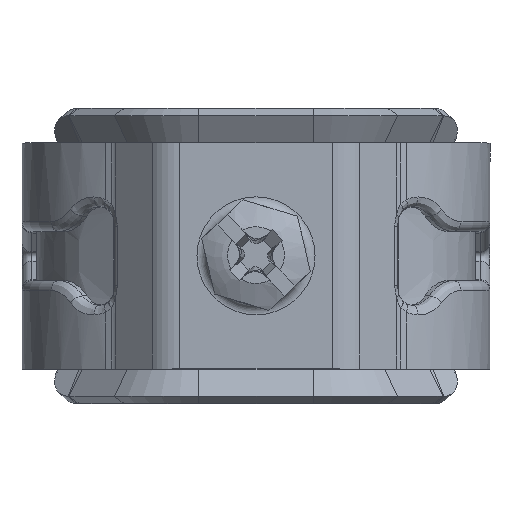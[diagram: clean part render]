
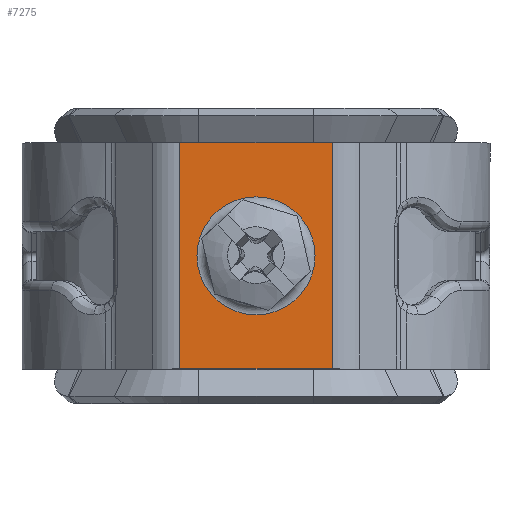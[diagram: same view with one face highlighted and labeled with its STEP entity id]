
A CAD part, top view. The second image highlights one B-rep face of the part: STEP entity #7275.
In plain terms, the highlighted planar face has unit normal (0, 0, 1).
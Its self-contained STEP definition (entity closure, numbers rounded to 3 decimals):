
#177=FACE_BOUND('',#1312,.T.);
#506=PLANE('',#7975);
#851=FACE_OUTER_BOUND('',#1311,.T.);
#1311=EDGE_LOOP('',(#5860,#5861,#5862,#5863));
#1312=EDGE_LOOP('',(#5864));
#1826=LINE('',#13618,#2341);
#1827=LINE('',#13620,#2342);
#1828=LINE('',#13622,#2343);
#1829=LINE('',#13623,#2344);
#2341=VECTOR('',#9444,10.);
#2342=VECTOR('',#9445,10.);
#2343=VECTOR('',#9446,10.);
#2344=VECTOR('',#9447,10.);
#2779=CIRCLE('',#7973,6.);
#3329=VERTEX_POINT('',#13611);
#3330=VERTEX_POINT('',#13616);
#3331=VERTEX_POINT('',#13617);
#3332=VERTEX_POINT('',#13619);
#3333=VERTEX_POINT('',#13621);
#4232=EDGE_CURVE('',#3329,#3329,#2779,.T.);
#4234=EDGE_CURVE('',#3330,#3331,#1826,.T.);
#4235=EDGE_CURVE('',#3332,#3331,#1827,.T.);
#4236=EDGE_CURVE('',#3332,#3333,#1828,.T.);
#4237=EDGE_CURVE('',#3330,#3333,#1829,.T.);
#5860=ORIENTED_EDGE('',*,*,#4234,.T.);
#5861=ORIENTED_EDGE('',*,*,#4235,.F.);
#5862=ORIENTED_EDGE('',*,*,#4236,.T.);
#5863=ORIENTED_EDGE('',*,*,#4237,.F.);
#5864=ORIENTED_EDGE('',*,*,#4232,.F.);
#7275=ADVANCED_FACE('',(#851,#177),#506,.T.);
#7973=AXIS2_PLACEMENT_3D('',#13613,#9438,#9439);
#7975=AXIS2_PLACEMENT_3D('',#13615,#9442,#9443);
#9438=DIRECTION('center_axis',(0.,0.,1.));
#9439=DIRECTION('ref_axis',(-1.,0.,0.));
#9442=DIRECTION('center_axis',(0.,0.,1.));
#9443=DIRECTION('ref_axis',(1.,0.,0.));
#9444=DIRECTION('',(0.,1.,0.));
#9445=DIRECTION('',(1.,0.,0.));
#9446=DIRECTION('',(0.,-1.,0.));
#9447=DIRECTION('',(-1.,0.,0.));
#13611=CARTESIAN_POINT('',(6.,0.,2.));
#13613=CARTESIAN_POINT('Origin',(0.,0.,2.));
#13615=CARTESIAN_POINT('Origin',(0.,0.,
2.));
#13616=CARTESIAN_POINT('',(7.738,-11.5,2.));
#13617=CARTESIAN_POINT('',(7.738,11.5,2.));
#13618=CARTESIAN_POINT('',(7.738,-5.75,2.));
#13619=CARTESIAN_POINT('',(-7.738,11.5,2.));
#13620=CARTESIAN_POINT('',(-91.051,11.5,2.));
#13621=CARTESIAN_POINT('',(-7.738,-11.5,2.));
#13622=CARTESIAN_POINT('',(-7.738,5.75,2.));
#13623=CARTESIAN_POINT('',(91.051,-11.5,2.));
